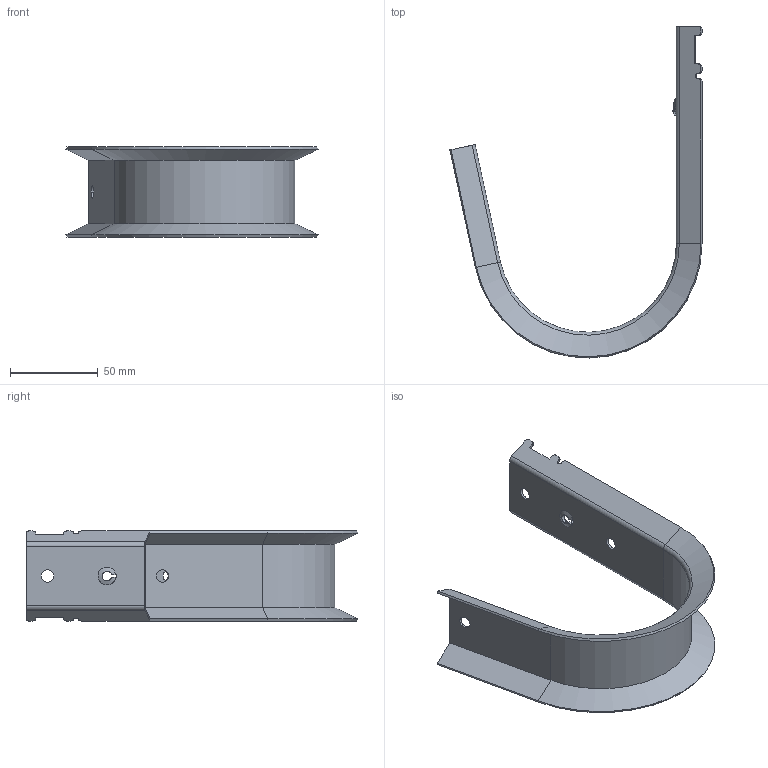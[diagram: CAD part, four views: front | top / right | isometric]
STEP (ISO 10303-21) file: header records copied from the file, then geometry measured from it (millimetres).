
FILE_DESCRIPTION (( 'STEP AP203' ), '1' );
FILE_NAME ('WJH64.STEP', '2024-04-25T06:34:44', ( '' ), ( '' ), 'SwSTEP 2.0', 'SolidWorks 2021', '' );
FILE_SCHEMA (( 'CONFIG_CONTROL_DESIGN' ));
Length unit declared in the file: millimetre
Products named in the file (1): WJH64
Bounding box: 143.92 x 189.49 x 51.43 mm (x, y, z)
Volume: 31247.2 mm3; surface area: 47975.3 mm2
Topology: 1 solids, 1 shells, 75 faces, 199 edges, 126 vertices
Faces by surface type: plane 34, cylinder 29, cone 6, bspline 4, torus 2
Entity records: 2713 total; most frequent: CARTESIAN_POINT 774, ORIENTED_EDGE 398, DIRECTION 381, EDGE_CURVE 199, AXIS2_PLACEMENT_3D 130, VERTEX_POINT 126, LINE 121, VECTOR 121
